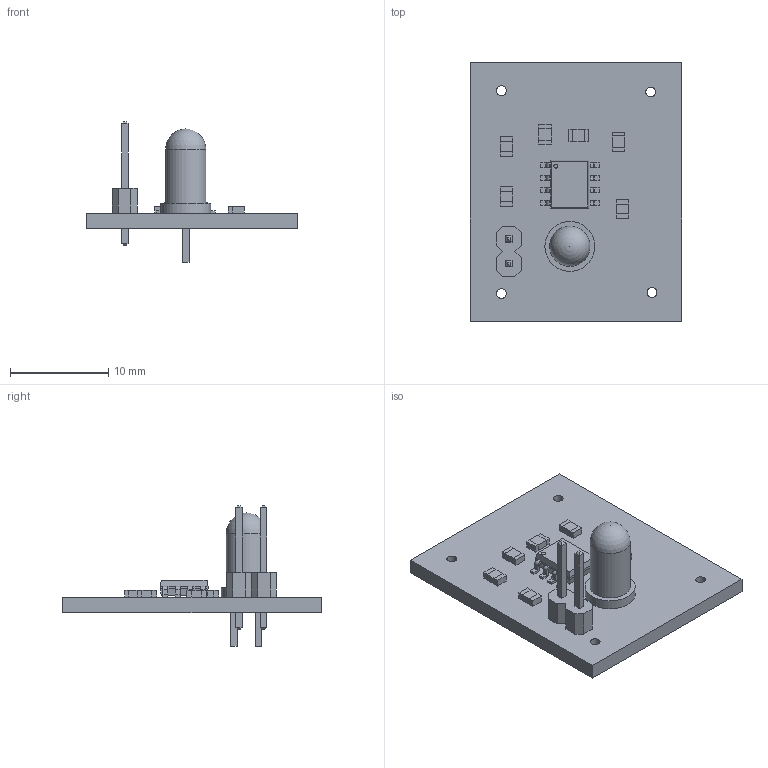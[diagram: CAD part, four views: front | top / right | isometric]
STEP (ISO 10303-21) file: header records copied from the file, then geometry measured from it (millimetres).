
FILE_DESCRIPTION(/* description */ (''),/* implementation_level */ '2;1');
FILE_NAME(/* name */ 'tutorial2 v1.step',/* time_stamp */ '2024-06-26T18:04:44+05:30',/* author */ (''),/* organization */ (''),/* preprocessor_version */ 'ST-DEVELOPER v20',/* originating_system */ 'Autodesk Translation Framework v13.14.0.145',/* authorisation */ '');
FILE_SCHEMA (('AUTOMOTIVE_DESIGN { 1 0 10303 214 3 1 1 }'));
Length unit declared in the file: millimetre
Products named in the file (8): tutorial2; Board; Packages; LED5MM; SO08; 1X02; C0805; R0805
Assembly tree (11 placements, depth 3):
  tutorial2
    Board
    Packages
      LED5MM
      SO08
      1X02
      C0805  x3
      R0805  x3
Bounding box: 21.57 x 26.34 x 14.34 mm (x, y, z)
Volume: 1076.1 mm3; surface area: 1730.1 mm2
Topology: 10 solids, 10 shells, 304 faces, 776 edges, 499 vertices
Faces by surface type: plane 257, cylinder 46, sphere 1
Full cylindrical faces by diameter (mm): 0.813 x2, 1.016 x2, 4.1 x1, 5.1 x1
Entity records: 7918 total; most frequent: CARTESIAN_POINT 1302, ORIENTED_EDGE 1262, DIRECTION 1262, EDGE_CURVE 631, LINE 536, VECTOR 536, VERTEX_POINT 403, AXIS2_PLACEMENT_3D 363
